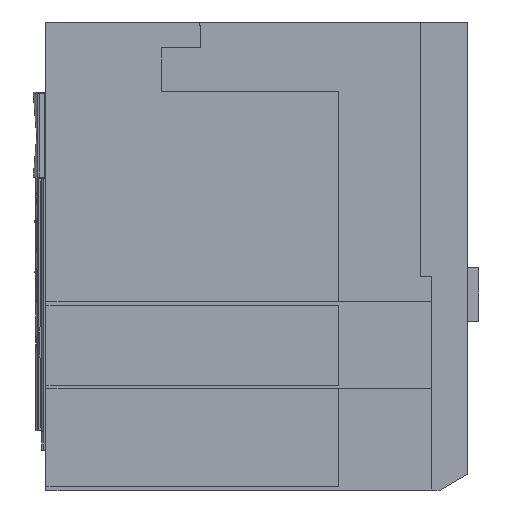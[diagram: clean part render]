
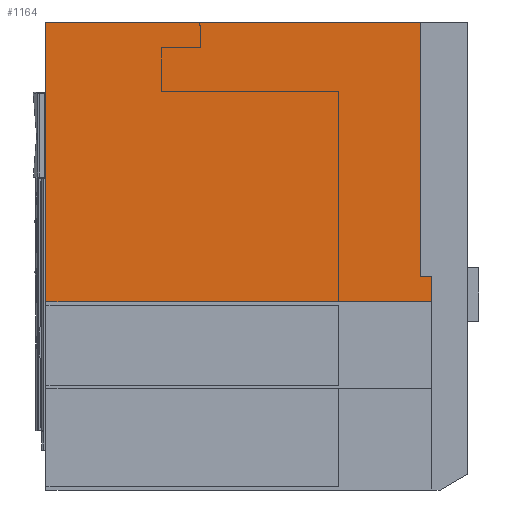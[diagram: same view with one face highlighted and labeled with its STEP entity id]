
A CAD part, left-side view. The second image highlights one B-rep face of the part: STEP entity #1164.
In plain terms, the highlighted planar face has unit normal (-1, 0, 0).
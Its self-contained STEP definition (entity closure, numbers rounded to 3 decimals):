
#1121=AXIS2_PLACEMENT_3D('Plane Axis2P3D',#1118,#1119,#1120) ;
#816=CARTESIAN_POINT('Vertex',(-478.25,0.,425.)) ;
#821=CARTESIAN_POINT('Line Origine',(-478.25,-170.,425.)) ;
#825=CARTESIAN_POINT('Vertex',(-478.25,-340.,425.)) ;
#1118=CARTESIAN_POINT('Axis2P3D Location',(-478.25,0.,0.)) ;
#1123=CARTESIAN_POINT('Line Origine',(-478.25,-345.,194.)) ;
#1127=CARTESIAN_POINT('Vertex',(-478.25,-340.,194.)) ;
#1129=CARTESIAN_POINT('Vertex',(-478.25,-350.,194.)) ;
#1132=CARTESIAN_POINT('Line Origine',(-478.25,-340.,309.5)) ;
#1137=CARTESIAN_POINT('Line Origine',(-478.25,0.,298.)) ;
#1141=CARTESIAN_POINT('Vertex',(-478.25,0.,171.)) ;
#1144=CARTESIAN_POINT('Line Origine',(-478.25,-175.,171.)) ;
#1148=CARTESIAN_POINT('Vertex',(-478.25,-350.,171.)) ;
#1151=CARTESIAN_POINT('Line Origine',(-478.25,-350.,182.5)) ;
#822=DIRECTION('Vector Direction',(0.,-1.,0.)) ;
#1119=DIRECTION('Axis2P3D Direction',(1.,0.,-0.)) ;
#1120=DIRECTION('Axis2P3D XDirection',(0.,0.,1.)) ;
#1124=DIRECTION('Vector Direction',(0.,-1.,0.)) ;
#1133=DIRECTION('Vector Direction',(0.,0.,1.)) ;
#1138=DIRECTION('Vector Direction',(0.,0.,1.)) ;
#1145=DIRECTION('Vector Direction',(0.,-1.,0.)) ;
#1152=DIRECTION('Vector Direction',(0.,0.,1.)) ;
#823=VECTOR('Line Direction',#822,1.) ;
#1125=VECTOR('Line Direction',#1124,1.) ;
#1134=VECTOR('Line Direction',#1133,1.) ;
#1139=VECTOR('Line Direction',#1138,1.) ;
#1146=VECTOR('Line Direction',#1145,1.) ;
#1153=VECTOR('Line Direction',#1152,1.) ;
#1157=ORIENTED_EDGE('',*,*,#1131,.F.) ;
#1158=ORIENTED_EDGE('',*,*,#1136,.T.) ;
#1159=ORIENTED_EDGE('',*,*,#827,.F.) ;
#1160=ORIENTED_EDGE('',*,*,#1143,.F.) ;
#1161=ORIENTED_EDGE('',*,*,#1150,.T.) ;
#1162=ORIENTED_EDGE('',*,*,#1155,.F.) ;
#1164=ADVANCED_FACE('RX0153104_1PA_001_00_SIMUL_PF_N3_III.1\\PartBody',(#1163),#1122,.F.) ;
#827=EDGE_CURVE('',#817,#826,#824,.T.) ;
#1131=EDGE_CURVE('',#1128,#1130,#1126,.T.) ;
#1136=EDGE_CURVE('',#1128,#826,#1135,.T.) ;
#1143=EDGE_CURVE('',#1142,#817,#1140,.T.) ;
#1150=EDGE_CURVE('',#1142,#1149,#1147,.T.) ;
#1155=EDGE_CURVE('',#1130,#1149,#1154,.F.) ;
#1156=EDGE_LOOP('',(#1157,#1158,#1159,#1160,#1161,#1162)) ;
#1163=FACE_OUTER_BOUND('',#1156,.T.) ;
#824=LINE('Line',#821,#823) ;
#1126=LINE('Line',#1123,#1125) ;
#1135=LINE('Line',#1132,#1134) ;
#1140=LINE('Line',#1137,#1139) ;
#1147=LINE('Line',#1144,#1146) ;
#1154=LINE('Line',#1151,#1153) ;
#1122=PLANE('',#1121) ;
#817=VERTEX_POINT('',#816) ;
#826=VERTEX_POINT('',#825) ;
#1128=VERTEX_POINT('',#1127) ;
#1130=VERTEX_POINT('',#1129) ;
#1142=VERTEX_POINT('',#1141) ;
#1149=VERTEX_POINT('',#1148) ;
